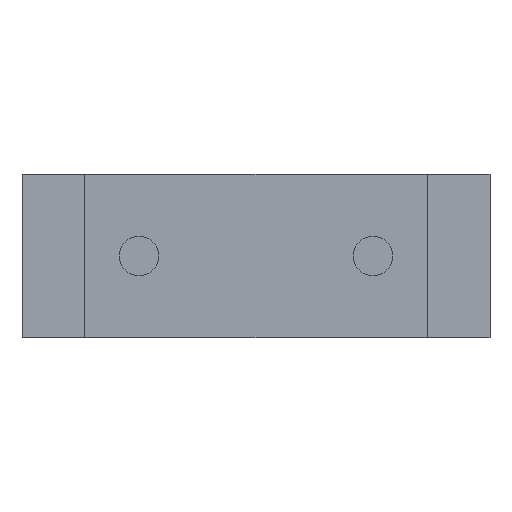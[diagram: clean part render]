
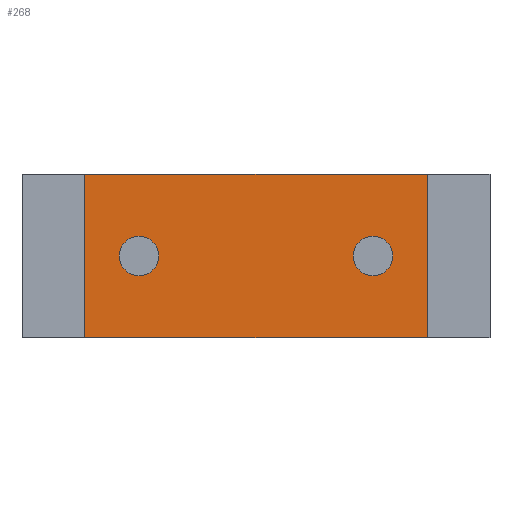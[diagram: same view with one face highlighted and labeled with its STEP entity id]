
A CAD part, front view. The second image highlights one B-rep face of the part: STEP entity #268.
In plain terms, the highlighted planar face has unit normal (0, -1, 0).
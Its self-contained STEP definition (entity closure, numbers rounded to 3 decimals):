
#12 = ORIENTED_EDGE ( 'NONE', *, *, #304, .T. ) ;
#16 = DIRECTION ( 'NONE',  ( 0., 0., 1. ) ) ;
#25 = VERTEX_POINT ( 'NONE', #279 ) ;
#30 = CARTESIAN_POINT ( 'NONE',  ( 2.79, -3.886, 2.67 ) ) ;
#31 = EDGE_CURVE ( 'NONE', #186, #25, #251, .T. ) ;
#32 = CARTESIAN_POINT ( 'NONE',  ( 2.79, -3.886, 2.67 ) ) ;
#48 = CIRCLE ( 'NONE', #443, 0.323 ) ;
#59 = ORIENTED_EDGE ( 'NONE', *, *, #181, .F. ) ;
#66 = ORIENTED_EDGE ( 'NONE', *, *, #395, .F. ) ;
#86 = DIRECTION ( 'NONE',  ( 0., 0., 1. ) ) ;
#88 = DIRECTION ( 'NONE',  ( 0., 0., 1. ) ) ;
#90 = LINE ( 'NONE', #379, #348 ) ;
#94 = CARTESIAN_POINT ( 'NONE',  ( -2.79, -3.886, 2.67 ) ) ;
#98 = VECTOR ( 'NONE', #295, 1000. ) ;
#106 = EDGE_CURVE ( 'NONE', #371, #225, #237, .T. ) ;
#119 = VERTEX_POINT ( 'NONE', #273 ) ;
#122 = DIRECTION ( 'NONE',  ( 0., 0., 1. ) ) ;
#126 = ORIENTED_EDGE ( 'NONE', *, *, #517, .F. ) ;
#140 = ORIENTED_EDGE ( 'NONE', *, *, #31, .F. ) ;
#146 = CIRCLE ( 'NONE', #281, 0.322 ) ;
#148 = EDGE_LOOP ( 'NONE', ( #169, #345, #389, #12 ) ) ;
#168 = CARTESIAN_POINT ( 'NONE',  ( 2.228, -3.886, 1.335 ) ) ;
#169 = ORIENTED_EDGE ( 'NONE', *, *, #106, .T. ) ;
#172 = FACE_BOUND ( 'NONE', #238, .T. ) ;
#179 = AXIS2_PLACEMENT_3D ( 'NONE', #449, #231, #86 ) ;
#181 = EDGE_CURVE ( 'NONE', #119, #398, #257, .T. ) ;
#186 = VERTEX_POINT ( 'NONE', #192 ) ;
#192 = CARTESIAN_POINT ( 'NONE',  ( -1.583, -3.886, 1.335 ) ) ;
#197 = VERTEX_POINT ( 'NONE', #32 ) ;
#198 = CARTESIAN_POINT ( 'NONE',  ( 1.905, -3.886, 1.335 ) ) ;
#210 = DIRECTION ( 'NONE',  ( 0., 1., 0. ) ) ;
#225 = VERTEX_POINT ( 'NONE', #274 ) ;
#226 = VECTOR ( 'NONE', #327, 1000. ) ;
#231 = DIRECTION ( 'NONE',  ( 0., -1., 0. ) ) ;
#237 = LINE ( 'NONE', #520, #527 ) ;
#238 = EDGE_LOOP ( 'NONE', ( #66, #140 ) ) ;
#249 = DIRECTION ( 'NONE',  ( 0., 0., -1. ) ) ;
#251 = CIRCLE ( 'NONE', #179, 0.323 ) ;
#253 = CARTESIAN_POINT ( 'NONE',  ( -1.905, -3.886, 1.335 ) ) ;
#257 = CIRCLE ( 'NONE', #418, 0.322 ) ;
#258 = FACE_OUTER_BOUND ( 'NONE', #148, .T. ) ;
#262 = EDGE_CURVE ( 'NONE', #197, #225, #392, .T. ) ;
#268 = ADVANCED_FACE ( 'NONE', ( #493, #172, #258 ), #503, .F. ) ;
#273 = CARTESIAN_POINT ( 'NONE',  ( 1.583, -3.886, 1.335 ) ) ;
#274 = CARTESIAN_POINT ( 'NONE',  ( 2.79, -3.886, 0. ) ) ;
#279 = CARTESIAN_POINT ( 'NONE',  ( -2.228, -3.886, 1.335 ) ) ;
#281 = AXIS2_PLACEMENT_3D ( 'NONE', #198, #447, #359 ) ;
#289 = CARTESIAN_POINT ( 'NONE',  ( 2.79, -3.886, 2.67 ) ) ;
#295 = DIRECTION ( 'NONE',  ( 1., 0., 0. ) ) ;
#299 = EDGE_LOOP ( 'NONE', ( #59, #126 ) ) ;
#304 = EDGE_CURVE ( 'NONE', #421, #371, #90, .T. ) ;
#322 = AXIS2_PLACEMENT_3D ( 'NONE', #289, #210, #88 ) ;
#327 = DIRECTION ( 'NONE',  ( 0., 0., -1. ) ) ;
#345 = ORIENTED_EDGE ( 'NONE', *, *, #262, .F. ) ;
#348 = VECTOR ( 'NONE', #249, 1000. ) ;
#350 = EDGE_CURVE ( 'NONE', #421, #197, #500, .T. ) ;
#359 = DIRECTION ( 'NONE',  ( 0., 0., 1. ) ) ;
#370 = DIRECTION ( 'NONE',  ( 0., -1., 0. ) ) ;
#371 = VERTEX_POINT ( 'NONE', #458 ) ;
#379 = CARTESIAN_POINT ( 'NONE',  ( -2.79, -3.886, 2.67 ) ) ;
#389 = ORIENTED_EDGE ( 'NONE', *, *, #350, .F. ) ;
#392 = LINE ( 'NONE', #30, #226 ) ;
#395 = EDGE_CURVE ( 'NONE', #25, #186, #48, .T. ) ;
#398 = VERTEX_POINT ( 'NONE', #168 ) ;
#401 = DIRECTION ( 'NONE',  ( 1., 0., 0. ) ) ;
#413 = CARTESIAN_POINT ( 'NONE',  ( 2.79, -3.886, 2.67 ) ) ;
#418 = AXIS2_PLACEMENT_3D ( 'NONE', #445, #487, #122 ) ;
#421 = VERTEX_POINT ( 'NONE', #94 ) ;
#443 = AXIS2_PLACEMENT_3D ( 'NONE', #253, #370, #16 ) ;
#445 = CARTESIAN_POINT ( 'NONE',  ( 1.905, -3.886, 1.335 ) ) ;
#447 = DIRECTION ( 'NONE',  ( 0., -1., 0. ) ) ;
#449 = CARTESIAN_POINT ( 'NONE',  ( -1.905, -3.886, 1.335 ) ) ;
#458 = CARTESIAN_POINT ( 'NONE',  ( -2.79, -3.886, 0. ) ) ;
#487 = DIRECTION ( 'NONE',  ( 0., -1., 0. ) ) ;
#493 = FACE_BOUND ( 'NONE', #299, .T. ) ;
#500 = LINE ( 'NONE', #413, #98 ) ;
#503 = PLANE ( 'NONE',  #322 ) ;
#517 = EDGE_CURVE ( 'NONE', #398, #119, #146, .T. ) ;
#520 = CARTESIAN_POINT ( 'NONE',  ( 2.79, -3.886, 0. ) ) ;
#527 = VECTOR ( 'NONE', #401, 1000. ) ;
